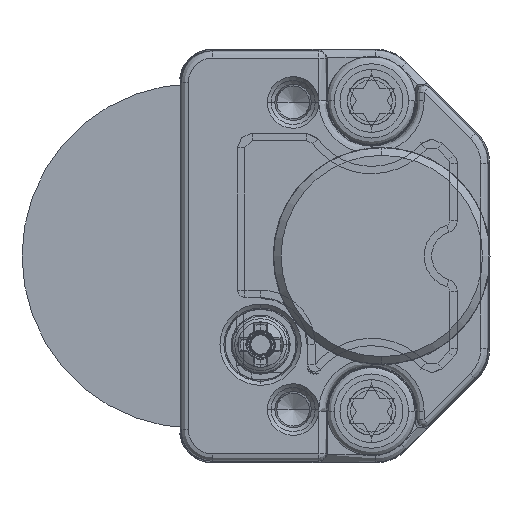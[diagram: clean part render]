
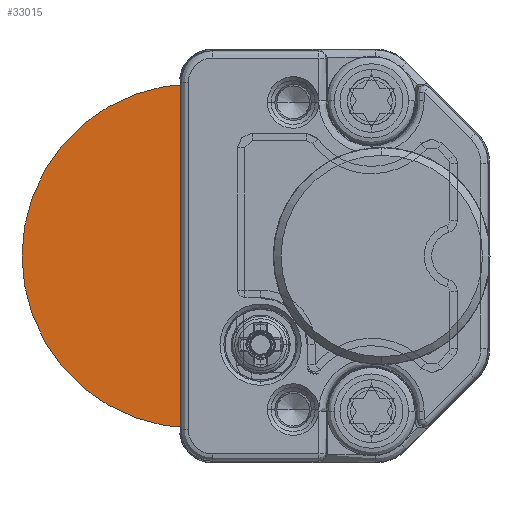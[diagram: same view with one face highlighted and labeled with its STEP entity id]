
A CAD part, left-side view. The second image highlights one B-rep face of the part: STEP entity #33015.
In plain terms, the highlighted face is planar.
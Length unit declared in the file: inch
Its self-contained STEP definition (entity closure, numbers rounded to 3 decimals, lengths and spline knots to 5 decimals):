
#32934=DIRECTION('',(1.,0.,0.));
#32935=VECTOR('',#32934,23.3);
#32936=CARTESIAN_POINT('',(-11.65,0.,0.));
#32937=LINE('',#32936,#32935);
#32938=DIRECTION('',(0.,1.,0.));
#32939=VECTOR('',#32938,1.5);
#32940=CARTESIAN_POINT('',(11.65,0.,0.));
#32941=LINE('',#32940,#32939);
#32942=CARTESIAN_POINT('',(0.,1.5,0.));
#32943=DIRECTION('',(0.,0.,1.));
#32944=DIRECTION('',(1.,0.,0.));
#32945=AXIS2_PLACEMENT_3D('',#32942,#32943,#32944);
#32947=DIRECTION('',(0.,-1.,0.));
#32948=VECTOR('',#32947,1.5);
#32949=CARTESIAN_POINT('',(-11.65,1.5,0.));
#32950=LINE('',#32949,#32948);
#32984=CARTESIAN_POINT('',(-11.65,0.,0.));
#32985=CARTESIAN_POINT('',(11.65,0.,0.));
#32986=VERTEX_POINT('',#32984);
#32987=VERTEX_POINT('',#32985);
#32988=CARTESIAN_POINT('',(11.65,1.5,0.));
#32989=VERTEX_POINT('',#32988);
#32990=CARTESIAN_POINT('',(-11.65,1.5,0.));
#32991=VERTEX_POINT('',#32990);
#33000=CARTESIAN_POINT('',(0.,0.,0.));
#33001=DIRECTION('',(0.,0.,1.));
#33002=DIRECTION('',(1.,0.,0.));
#33003=AXIS2_PLACEMENT_3D('',#33000,#33001,#33002);
#33004=PLANE('',#33003);
#33006=ORIENTED_EDGE('',*,*,#33005,.T.);
#33008=ORIENTED_EDGE('',*,*,#33007,.T.);
#33010=ORIENTED_EDGE('',*,*,#33009,.T.);
#33012=ORIENTED_EDGE('',*,*,#33011,.T.);
#33013=EDGE_LOOP('',(#33006,#33008,#33010,#33012));
#33014=FACE_OUTER_BOUND('',#33013,.F.);
#33015=ADVANCED_FACE('',(#33014),#33004,.F.);
#32946=CIRCLE('',#32945,11.65);
#33005=EDGE_CURVE('',#32986,#32987,#32937,.T.);
#33007=EDGE_CURVE('',#32987,#32989,#32941,.T.);
#33009=EDGE_CURVE('',#32989,#32991,#32946,.T.);
#33011=EDGE_CURVE('',#32991,#32986,#32950,.T.);
